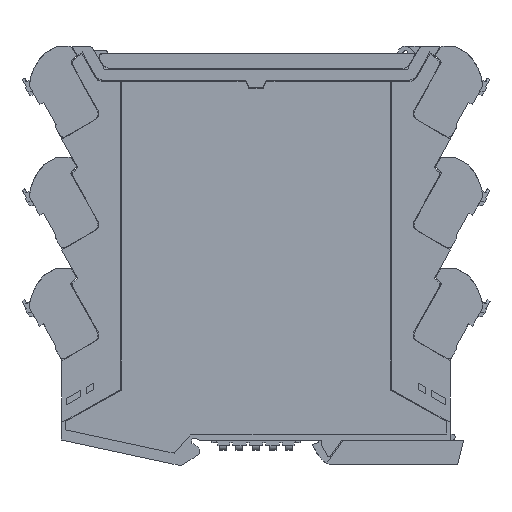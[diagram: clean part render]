
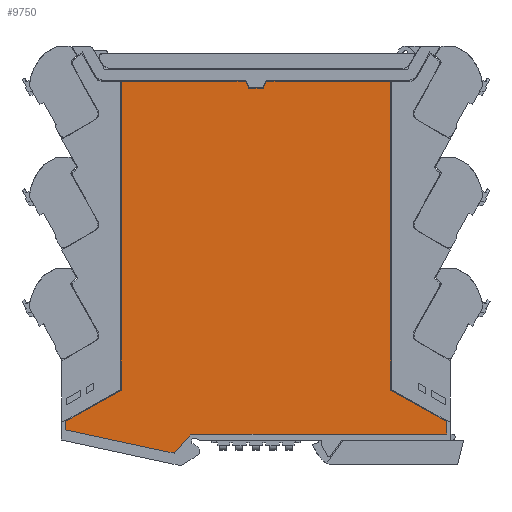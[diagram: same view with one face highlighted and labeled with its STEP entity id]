
A CAD part, left-side view. The second image highlights one B-rep face of the part: STEP entity #9750.
In plain terms, the highlighted planar face has unit normal (-1, 0, 0).
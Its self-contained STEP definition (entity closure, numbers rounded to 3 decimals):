
#9728=AXIS2_PLACEMENT_3D('Plane Axis2P3D',#9725,#9726,#9727) ;
#6793=CARTESIAN_POINT('Vertex',(0.,115.428,12.04)) ;
#6796=CARTESIAN_POINT('Line Origine',(0.,107.812,16.305)) ;
#6800=CARTESIAN_POINT('Vertex',(0.,100.196,20.571)) ;
#6825=CARTESIAN_POINT('Vertex',(0.,115.428,9.771)) ;
#6828=CARTESIAN_POINT('Line Origine',(0.,115.428,10.906)) ;
#6850=CARTESIAN_POINT('Vertex',(0.,85.876,3.413)) ;
#6853=CARTESIAN_POINT('Line Origine',(0.,100.652,6.592)) ;
#6866=CARTESIAN_POINT('Line Origine',(0.,83.838,5.745)) ;
#6870=CARTESIAN_POINT('Vertex',(0.,81.801,8.077)) ;
#6877=CARTESIAN_POINT('Vertex',(0.,81.323,8.624)) ;
#6880=CARTESIAN_POINT('Line Origine',(0.,81.56,8.353)) ;
#6884=CARTESIAN_POINT('Vertex',(0.,81.796,8.082)) ;
#6887=CARTESIAN_POINT('Line Origine',(0.,81.799,8.079)) ;
#6913=CARTESIAN_POINT('Vertex',(0.,11.764,8.624)) ;
#6916=CARTESIAN_POINT('Line Origine',(0.,46.543,8.624)) ;
#6938=CARTESIAN_POINT('Vertex',(0.,11.764,12.04)) ;
#6941=CARTESIAN_POINT('Line Origine',(0.,11.764,10.332)) ;
#6963=CARTESIAN_POINT('Vertex',(0.,26.996,20.571)) ;
#6966=CARTESIAN_POINT('Line Origine',(0.,19.38,16.305)) ;
#6988=CARTESIAN_POINT('Vertex',(0.,26.996,104.524)) ;
#6991=CARTESIAN_POINT('Line Origine',(0.,26.996,62.547)) ;
#7008=CARTESIAN_POINT('Vertex',(0.,60.765,104.524)) ;
#7011=CARTESIAN_POINT('Line Origine',(0.,59.015,104.524)) ;
#7015=CARTESIAN_POINT('Vertex',(0.,57.265,104.524)) ;
#7018=CARTESIAN_POINT('Line Origine',(0.,42.131,104.524)) ;
#7041=CARTESIAN_POINT('Vertex',(0.,61.651,102.624)) ;
#7044=CARTESIAN_POINT('Line Origine',(0.,61.208,103.574)) ;
#7066=CARTESIAN_POINT('Vertex',(0.,65.541,102.624)) ;
#7069=CARTESIAN_POINT('Line Origine',(0.,63.596,102.624)) ;
#7091=CARTESIAN_POINT('Vertex',(0.,66.427,104.524)) ;
#7094=CARTESIAN_POINT('Line Origine',(0.,65.984,103.574)) ;
#7107=CARTESIAN_POINT('Line Origine',(0.,68.177,104.524)) ;
#7111=CARTESIAN_POINT('Vertex',(0.,69.927,104.524)) ;
#7118=CARTESIAN_POINT('Vertex',(0.,100.196,104.524)) ;
#7121=CARTESIAN_POINT('Line Origine',(0.,85.062,104.524)) ;
#7140=CARTESIAN_POINT('Line Origine',(0.,100.196,62.547)) ;
#9725=CARTESIAN_POINT('Axis2P3D Location',(0.,63.596,7.024)) ;
#6797=DIRECTION('Vector Direction',(0.,0.872,-0.489)) ;
#6829=DIRECTION('Vector Direction',(0.,0.,-1.)) ;
#6854=DIRECTION('Vector Direction',(0.,-0.978,-0.21)) ;
#6867=DIRECTION('Vector Direction',(0.,-0.658,0.753)) ;
#6881=DIRECTION('Vector Direction',(0.,-0.658,0.753)) ;
#6888=DIRECTION('Vector Direction',(0.,-0.658,0.753)) ;
#6917=DIRECTION('Vector Direction',(0.,1.,0.)) ;
#6942=DIRECTION('Vector Direction',(0.,0.,1.)) ;
#6967=DIRECTION('Vector Direction',(0.,0.872,0.489)) ;
#6992=DIRECTION('Vector Direction',(0.,0.,1.)) ;
#7012=DIRECTION('Vector Direction',(0.,1.,0.)) ;
#7019=DIRECTION('Vector Direction',(0.,1.,0.)) ;
#7045=DIRECTION('Vector Direction',(0.,-0.423,0.906)) ;
#7070=DIRECTION('Vector Direction',(0.,1.,0.)) ;
#7095=DIRECTION('Vector Direction',(0.,0.423,0.906)) ;
#7108=DIRECTION('Vector Direction',(0.,1.,0.)) ;
#7122=DIRECTION('Vector Direction',(0.,1.,0.)) ;
#7141=DIRECTION('Vector Direction',(0.,0.,-1.)) ;
#9726=DIRECTION('Axis2P3D Direction',(-1.,0.,0.)) ;
#9727=DIRECTION('Axis2P3D XDirection',(0.,1.,0.)) ;
#6798=VECTOR('Line Direction',#6797,1.) ;
#6830=VECTOR('Line Direction',#6829,1.) ;
#6855=VECTOR('Line Direction',#6854,1.) ;
#6868=VECTOR('Line Direction',#6867,1.) ;
#6882=VECTOR('Line Direction',#6881,1.) ;
#6889=VECTOR('Line Direction',#6888,1.) ;
#6918=VECTOR('Line Direction',#6917,1.) ;
#6943=VECTOR('Line Direction',#6942,1.) ;
#6968=VECTOR('Line Direction',#6967,1.) ;
#6993=VECTOR('Line Direction',#6992,1.) ;
#7013=VECTOR('Line Direction',#7012,1.) ;
#7020=VECTOR('Line Direction',#7019,1.) ;
#7046=VECTOR('Line Direction',#7045,1.) ;
#7071=VECTOR('Line Direction',#7070,1.) ;
#7096=VECTOR('Line Direction',#7095,1.) ;
#7109=VECTOR('Line Direction',#7108,1.) ;
#7123=VECTOR('Line Direction',#7122,1.) ;
#7142=VECTOR('Line Direction',#7141,1.) ;
#9731=ORIENTED_EDGE('',*,*,#6872,.T.) ;
#9732=ORIENTED_EDGE('',*,*,#6891,.T.) ;
#9733=ORIENTED_EDGE('',*,*,#6886,.T.) ;
#9734=ORIENTED_EDGE('',*,*,#6920,.T.) ;
#9735=ORIENTED_EDGE('',*,*,#6945,.T.) ;
#9736=ORIENTED_EDGE('',*,*,#6970,.T.) ;
#9737=ORIENTED_EDGE('',*,*,#6995,.T.) ;
#9738=ORIENTED_EDGE('',*,*,#7022,.T.) ;
#9739=ORIENTED_EDGE('',*,*,#7017,.T.) ;
#9740=ORIENTED_EDGE('',*,*,#7048,.T.) ;
#9741=ORIENTED_EDGE('',*,*,#7073,.T.) ;
#9742=ORIENTED_EDGE('',*,*,#7098,.T.) ;
#9743=ORIENTED_EDGE('',*,*,#7113,.T.) ;
#9744=ORIENTED_EDGE('',*,*,#7125,.T.) ;
#9745=ORIENTED_EDGE('',*,*,#7144,.T.) ;
#9746=ORIENTED_EDGE('',*,*,#6802,.T.) ;
#9747=ORIENTED_EDGE('',*,*,#6832,.T.) ;
#9748=ORIENTED_EDGE('',*,*,#6857,.T.) ;
#9750=ADVANCED_FACE('GEHAEUSE',(#9749),#9729,.T.) ;
#6802=EDGE_CURVE('',#6801,#6794,#6799,.T.) ;
#6832=EDGE_CURVE('',#6794,#6826,#6831,.T.) ;
#6857=EDGE_CURVE('',#6826,#6851,#6856,.T.) ;
#6872=EDGE_CURVE('',#6851,#6871,#6869,.T.) ;
#6886=EDGE_CURVE('',#6885,#6878,#6883,.T.) ;
#6891=EDGE_CURVE('',#6871,#6885,#6890,.T.) ;
#6920=EDGE_CURVE('',#6878,#6914,#6919,.F.) ;
#6945=EDGE_CURVE('',#6914,#6939,#6944,.T.) ;
#6970=EDGE_CURVE('',#6939,#6964,#6969,.T.) ;
#6995=EDGE_CURVE('',#6964,#6989,#6994,.T.) ;
#7017=EDGE_CURVE('',#7016,#7009,#7014,.T.) ;
#7022=EDGE_CURVE('',#6989,#7016,#7021,.T.) ;
#7048=EDGE_CURVE('',#7009,#7042,#7047,.F.) ;
#7073=EDGE_CURVE('',#7042,#7067,#7072,.T.) ;
#7098=EDGE_CURVE('',#7067,#7092,#7097,.T.) ;
#7113=EDGE_CURVE('',#7092,#7112,#7110,.T.) ;
#7125=EDGE_CURVE('',#7112,#7119,#7124,.T.) ;
#7144=EDGE_CURVE('',#7119,#6801,#7143,.T.) ;
#9730=EDGE_LOOP('',(#9731,#9732,#9733,#9734,#9735,#9736,#9737,#9738,#9739,#9740,#9741,#9742,#9743,#9744,#9745,#9746,#9747,#9748)) ;
#9749=FACE_OUTER_BOUND('',#9730,.T.) ;
#6799=LINE('Line',#6796,#6798) ;
#6831=LINE('Line',#6828,#6830) ;
#6856=LINE('Line',#6853,#6855) ;
#6869=LINE('Line',#6866,#6868) ;
#6883=LINE('Line',#6880,#6882) ;
#6890=LINE('Line',#6887,#6889) ;
#6919=LINE('Line',#6916,#6918) ;
#6944=LINE('Line',#6941,#6943) ;
#6969=LINE('Line',#6966,#6968) ;
#6994=LINE('Line',#6991,#6993) ;
#7014=LINE('Line',#7011,#7013) ;
#7021=LINE('Line',#7018,#7020) ;
#7047=LINE('Line',#7044,#7046) ;
#7072=LINE('Line',#7069,#7071) ;
#7097=LINE('Line',#7094,#7096) ;
#7110=LINE('Line',#7107,#7109) ;
#7124=LINE('Line',#7121,#7123) ;
#7143=LINE('Line',#7140,#7142) ;
#9729=PLANE('',#9728) ;
#6794=VERTEX_POINT('',#6793) ;
#6801=VERTEX_POINT('',#6800) ;
#6826=VERTEX_POINT('',#6825) ;
#6851=VERTEX_POINT('',#6850) ;
#6871=VERTEX_POINT('',#6870) ;
#6878=VERTEX_POINT('',#6877) ;
#6885=VERTEX_POINT('',#6884) ;
#6914=VERTEX_POINT('',#6913) ;
#6939=VERTEX_POINT('',#6938) ;
#6964=VERTEX_POINT('',#6963) ;
#6989=VERTEX_POINT('',#6988) ;
#7009=VERTEX_POINT('',#7008) ;
#7016=VERTEX_POINT('',#7015) ;
#7042=VERTEX_POINT('',#7041) ;
#7067=VERTEX_POINT('',#7066) ;
#7092=VERTEX_POINT('',#7091) ;
#7112=VERTEX_POINT('',#7111) ;
#7119=VERTEX_POINT('',#7118) ;
